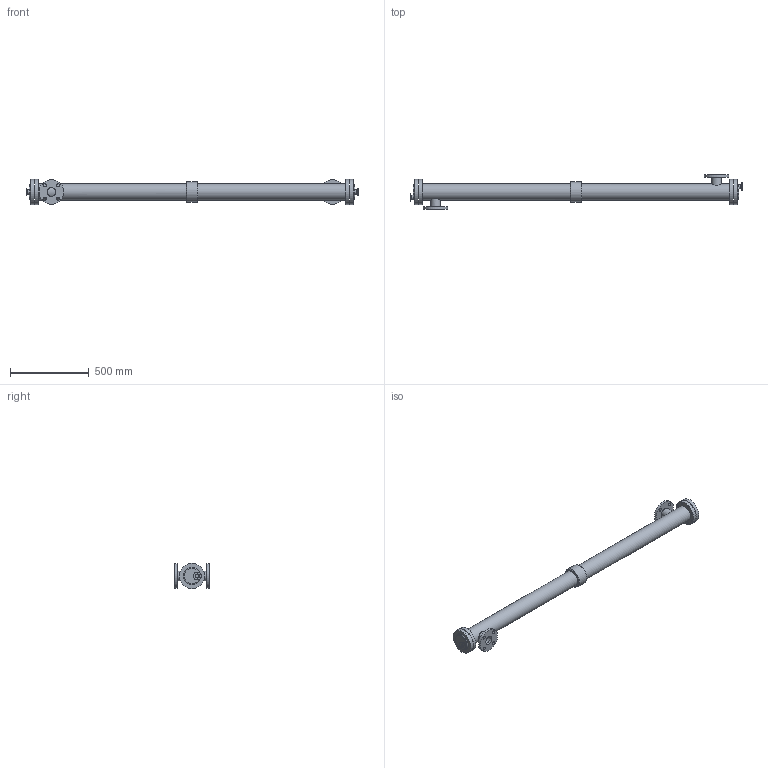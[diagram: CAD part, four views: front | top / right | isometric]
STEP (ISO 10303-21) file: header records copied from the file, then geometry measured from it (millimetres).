
FILE_DESCRIPTION(/* description */ (''),/* implementation_level */ '2;1');
FILE_NAME(/* name */ 'HE40-50A-10.stp',/* time_stamp */ '2024-04-25T10:50:21+09:00',/* author */ ('autocad33'),/* organization */ (''),/* preprocessor_version */ 'ST-DEVELOPER v19.2',/* originating_system */ 'Autodesk Inventor 2023',/* authorisation */ '');
FILE_SCHEMA (('AUTOMOTIVE_DESIGN { 1 0 10303 214 3 1 1 }'));
Length unit declared in the file: millimetre
Products named in the file (1): HE40元-10
Bounding box: 2102 x 220 x 159 mm (x, y, z)
Volume: 18447608.3 mm3; surface area: 974930.2 mm2
Topology: 3 solids, 3 shells, 81 faces, 177 edges, 117 vertices
Faces by surface type: cylinder 55, plane 20, cone 4, torus 2
Full cylindrical faces by diameter (mm): 14 x24, 19 x8, 23 x2, 25.4 x2, 50.49 x1, 50.51 x1, 54.9 x2, 60.5 x2, 100 x2, 101.6 x2, 127 x1, 155 x2, 159 x4
Entity records: 2693 total; most frequent: CARTESIAN_POINT 641, DIRECTION 442, ORIENTED_EDGE 354, AXIS2_PLACEMENT_3D 192, EDGE_CURVE 177, EDGE_LOOP 160, VERTEX_POINT 117, CIRCLE 110
